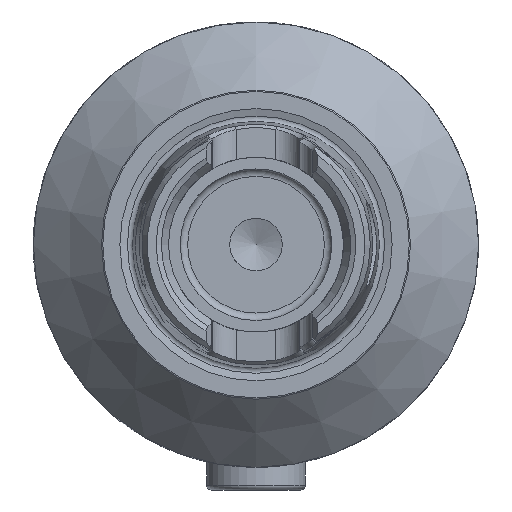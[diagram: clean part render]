
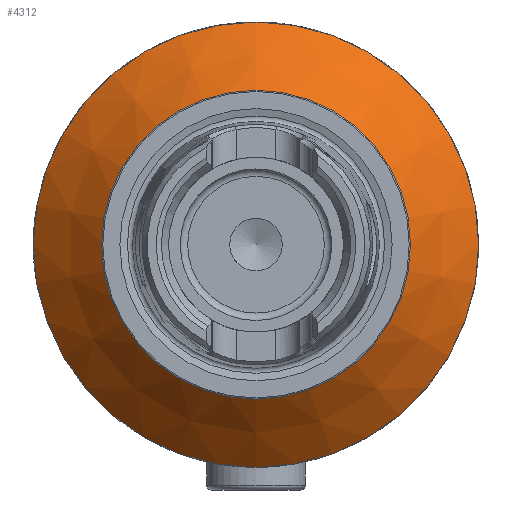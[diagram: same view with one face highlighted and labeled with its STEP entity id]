
A CAD part, left-side view. The second image highlights one B-rep face of the part: STEP entity #4312.
In plain terms, the highlighted conical face has half-angle 45 degrees and reference radius 36 mm.
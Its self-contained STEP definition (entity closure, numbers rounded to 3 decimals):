
#579 = EDGE_LOOP ( 'NONE', ( #8517 ) ) ;
#628 = CIRCLE ( 'NONE', #6696, 36. ) ;
#3033 = CARTESIAN_POINT ( 'NONE',  ( -60., 0., 0. ) ) ;
#4312 = ADVANCED_FACE ( 'NONE', ( #26551, #5573 ), #6927, .T. ) ;
#5033 = DIRECTION ( 'NONE',  ( 0., 0., -1. ) ) ;
#5573 = FACE_OUTER_BOUND ( 'NONE', #26563, .T. ) ;
#6696 = AXIS2_PLACEMENT_3D ( 'NONE', #12066, #20773, #20508 ) ;
#6927 = CONICAL_SURFACE ( 'NONE', #22849, 36., 0.785 ) ;
#8517 = ORIENTED_EDGE ( 'NONE', *, *, #18658, .T. ) ;
#11431 = ORIENTED_EDGE ( 'NONE', *, *, #26060, .F. ) ;
#12066 = CARTESIAN_POINT ( 'NONE',  ( -60., 0., 0. ) ) ;
#12393 = DIRECTION ( 'NONE',  ( 1., 0., 0. ) ) ;
#14999 = AXIS2_PLACEMENT_3D ( 'NONE', #25384, #12393, #27531 ) ;
#17532 = VERTEX_POINT ( 'NONE', #24154 ) ;
#18658 = EDGE_CURVE ( 'NONE', #22593, #22593, #19407, .T. ) ;
#19407 = CIRCLE ( 'NONE', #14999, 24.975 ) ;
#20307 = DIRECTION ( 'NONE',  ( 1., 0., 0. ) ) ;
#20508 = DIRECTION ( 'NONE',  ( 0., 0., -1. ) ) ;
#20773 = DIRECTION ( 'NONE',  ( 1., 0., 0. ) ) ;
#22169 = CARTESIAN_POINT ( 'NONE',  ( -71.025, 0., -24.975 ) ) ;
#22593 = VERTEX_POINT ( 'NONE', #22169 ) ;
#22849 = AXIS2_PLACEMENT_3D ( 'NONE', #3033, #20307, #5033 ) ;
#24154 = CARTESIAN_POINT ( 'NONE',  ( -60., 0., -36. ) ) ;
#25384 = CARTESIAN_POINT ( 'NONE',  ( -71.025, 0., 0. ) ) ;
#26060 = EDGE_CURVE ( 'NONE', #17532, #17532, #628, .T. ) ;
#26551 = FACE_BOUND ( 'NONE', #579, .T. ) ;
#26563 = EDGE_LOOP ( 'NONE', ( #11431 ) ) ;
#27531 = DIRECTION ( 'NONE',  ( 0., 0., -1. ) ) ;
